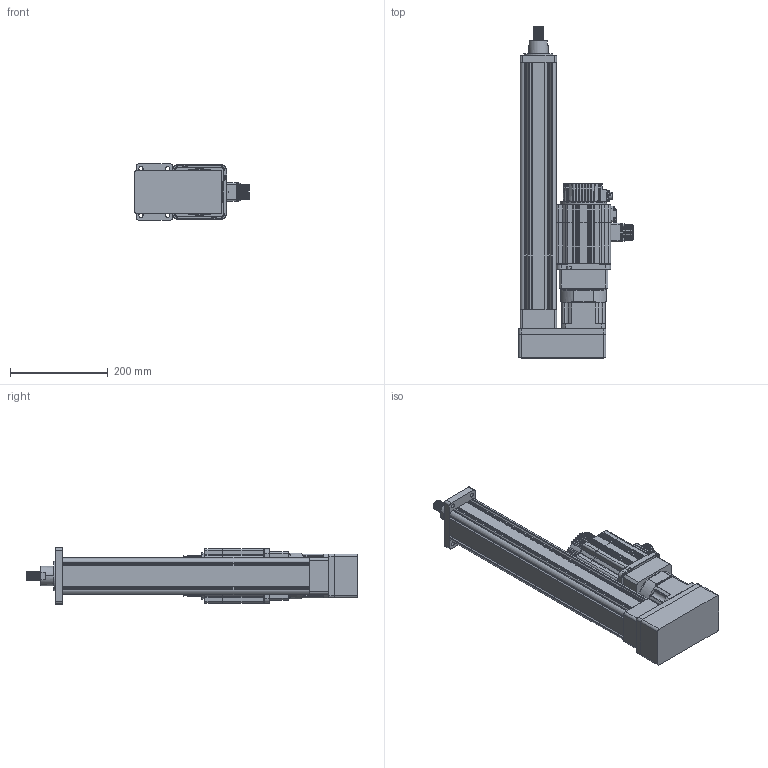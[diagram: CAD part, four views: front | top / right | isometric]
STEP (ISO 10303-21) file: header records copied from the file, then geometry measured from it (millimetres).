
FILE_DESCRIPTION (( 'STEP AP203' ), '1' );
FILE_NAME ('RLA75-10QF-12.7KN-R400-100mm-s.STEP', '2025-01-07T02:03:35', ( '微软用户' ), ( '微软中国' ), 'SwSTEP 2.0', 'SolidWorks 2022', '' );
FILE_SCHEMA (( 'CONFIG_CONTROL_DESIGN' ));
Length unit declared in the file: millimetre
Products named in the file (22): ______ M3X10.STEP; V7E-M11A-1R530-□2; V7E-M11A-1R530-□2.STEP; ______ M3X8.STEP; 110#____.STEP; ______ ____   C 6x6x40 __M3__________-1.STEP; __________200912.STEP; 110#____-______.STEP; ______________M3__8.STEP; SC________200908_9__.STEP; ________ SC-CMV1-R10P-1.STEP; RLA75-10QF-12.7KN-R400-100mm-s; ______ ISO 4762 M5 x 18.STEP; ____ D00B999YF9-TC 25-32-4-110#.STEP; 75缸行程400折叠前法兰安装; __________200909.STEP; 110#______-______.STEP; PGH90-L1-22-95-115-M8-A22; SC________ MS3102A20-18P.STEP; ______ M3X30.STEP; 110#________.STEP; 110#______.STEP
Assembly tree (40 placements, depth 5):
  RLA75-10QF-12.7KN-R400-100mm-s
    75缸行程400折叠前法兰安装
    PGH90-L1-22-95-115-M8-A22
    V7E-M11A-1R530-□2
      V7E-M11A-1R530-□2.STEP
        110#________.STEP
          110#____.STEP
          __________200909.STEP
          110#______.STEP
        ____ D00B999YF9-TC 25-32-4-110#.STEP
        110#____-______.STEP
        ______ ____   C 6x6x40 __M3__________-1.STEP
        ________ SC-CMV1-R10P-1.STEP
        SC________200908_9__.STEP
        ______ M3X30.STEP  x4
        ______ M3X10.STEP  x4
        ______________M3__8.STEP  x4
        ______ ISO 4762 M5 x 18.STEP  x8
        110#______-______.STEP
        SC________ MS3102A20-18P.STEP
        __________200912.STEP
        ______ M3X8.STEP  x4
Bounding box: 234.3 x 680 x 115 mm (x, y, z)
Volume: 5405553.6 mm3; surface area: 718077.6 mm2
Topology: 57 solids, 57 shells, 4256 faces, 10249 edges, 5904 vertices
Faces by surface type: cylinder 1597, plane 1147, torus 552, cone 415, bspline 336, sphere 209
Entity records: 127845 total; most frequent: CARTESIAN_POINT 38626, DIRECTION 19196, ORIENTED_EDGE 17582, EDGE_CURVE 8791, AXIS2_PLACEMENT_3D 7837, VERTEX_POINT 5277, CIRCLE 4311, EDGE_LOOP 4086
